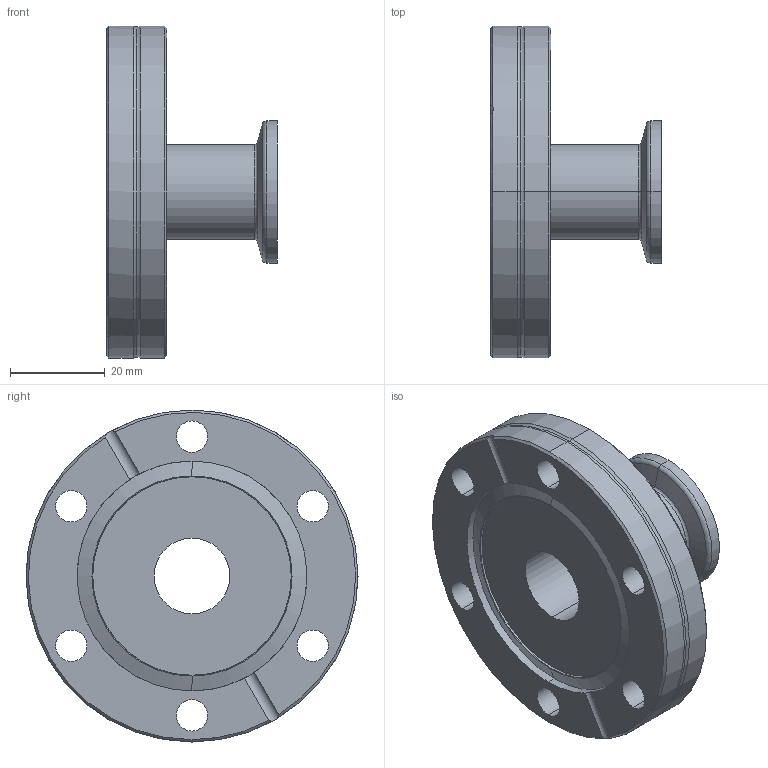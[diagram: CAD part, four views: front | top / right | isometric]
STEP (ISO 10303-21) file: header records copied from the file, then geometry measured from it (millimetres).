
FILE_DESCRIPTION (( 'STEP AP214' ), '1' );
FILE_NAME ('420RUG040-016-36.stp', '2017-05-31T11:11:45', ( '' ), ( '' ), 'SwSTEP 2.0', 'SolidWorks 2015', '' );
FILE_SCHEMA (( 'AUTOMOTIVE_DESIGN' ));
Length unit declared in the file: millimetre
Products named in the file (1): 420RUG040-016-36
Bounding box: 36 x 69.9 x 69.9 mm (x, y, z)
Volume: 45419 mm3; surface area: 16324.9 mm2
Topology: 1 solids, 1 shells, 60 faces, 140 edges, 85 vertices
Faces by surface type: cylinder 30, torus 12, cone 11, plane 7
Entity records: 2501 total; most frequent: CARTESIAN_POINT 346, DIRECTION 345, ORIENTED_EDGE 280, AXIS2_PLACEMENT_3D 152, EDGE_CURVE 140, CIRCLE 91, VERTEX_POINT 85, EDGE_LOOP 77
